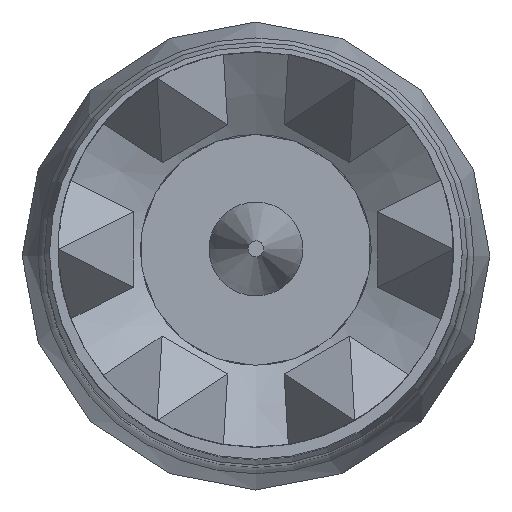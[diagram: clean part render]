
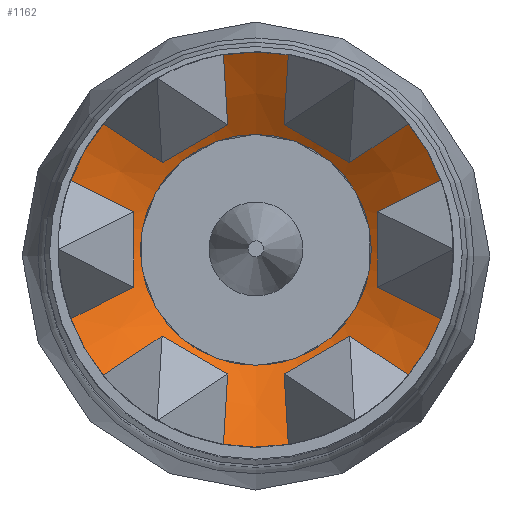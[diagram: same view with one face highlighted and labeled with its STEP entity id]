
A CAD part, top view. The second image highlights one B-rep face of the part: STEP entity #1162.
In plain terms, the highlighted conical face has half-angle 58.573 degrees and reference radius 0.457 mm.
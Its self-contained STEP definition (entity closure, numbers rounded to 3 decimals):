
#63=FACE_BOUND($,#262,.T.);
#100=CIRCLE($,#1254,0.457);
#101=CIRCLE($,#1255,0.784);
#166=CONICAL_SURFACE($,#1253,0.457,1.022);
#180=FACE_OUTER_BOUND($,#261,.T.);
#261=EDGE_LOOP($,(#813));
#262=EDGE_LOOP($,(#814));
#517=VERTEX_POINT($,#1827);
#518=VERTEX_POINT($,#1829);
#638=EDGE_CURVE($,#517,#517,#100,.T.);
#639=EDGE_CURVE($,#518,#518,#101,.T.);
#813=ORIENTED_EDGE($,*,*,#638,.F.);
#814=ORIENTED_EDGE($,*,*,#639,.F.);
#1162=ADVANCED_FACE($,(#180,#63),#166,.T.);
#1253=AXIS2_PLACEMENT_3D($,#1826,#1427,#1428);
#1254=AXIS2_PLACEMENT_3D($,#1828,#1429,#1430);
#1255=AXIS2_PLACEMENT_3D($,#1830,#1431,#1432);
#1427=DIRECTION('center_axis',(0.,0.,
1.));
#1428=DIRECTION('ref_axis',(0.,-1.,0.));
#1429=DIRECTION('center_axis',(0.,0.,
-1.));
#1430=DIRECTION('ref_axis',(0.,1.,0.));
#1431=DIRECTION('center_axis',(0.,0.,1.));
#1432=DIRECTION('ref_axis',(-1.,0.,0.));
#1826=CARTESIAN_POINT('Origin',(0.,0.,
13.225));
#1827=CARTESIAN_POINT('',(0.,-0.457,13.225));
#1828=CARTESIAN_POINT('Origin',(0.,0.,
13.225));
#1829=CARTESIAN_POINT('',(0.784,0.,13.424));
#1830=CARTESIAN_POINT('Origin',(0.,0.,
13.424));
